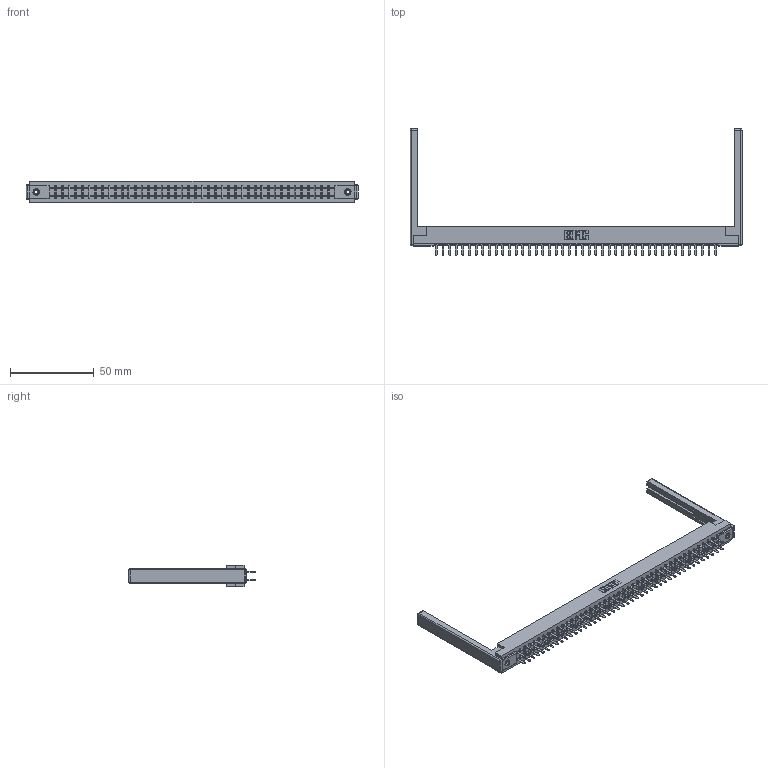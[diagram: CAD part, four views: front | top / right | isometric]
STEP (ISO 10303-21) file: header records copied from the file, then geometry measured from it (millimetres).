
FILE_DESCRIPTION (( 'STEP AP203' ), '1' );
FILE_NAME ('357-086-520-268.STEP', '2019-09-19T18:49:38', ( '' ), ( '' ), 'SwSTEP 2.0', 'SolidWorks 2016', '' );
FILE_SCHEMA (( 'CONFIG_CONTROL_DESIGN' ));
Length unit declared in the file: inch
Products named in the file (5): 345-250-001_345-250-001-102; 307 Part_.156 Dia Mounting Holes; 307-290-001_520; 357-086-520-268; 307-220-068
Assembly tree (91 placements, depth 2):
  357-086-520-268
    307 Part_.156 Dia Mounting Holes
    307-290-001_520  x86
    307-220-068  x2
    345-250-001_345-250-001-102  x2
Bounding box: 197.82 x 75.39 x 12.7 mm (x, y, z)
Volume: 25486 mm3; surface area: 29964 mm2
Topology: 91 solids, 91 shells, 4272 faces, 11893 edges, 7674 vertices
Faces by surface type: plane 2824, cylinder 1336, sphere 96, cone 12, torus 4
Entity records: 40843 total; most frequent: CARTESIAN_POINT 6656, ORIENTED_EDGE 6588, DIRECTION 6534, EDGE_CURVE 3294, VECTOR 2526, LINE 2526, VERTEX_POINT 2126, AXIS2_PLACEMENT_3D 2004
